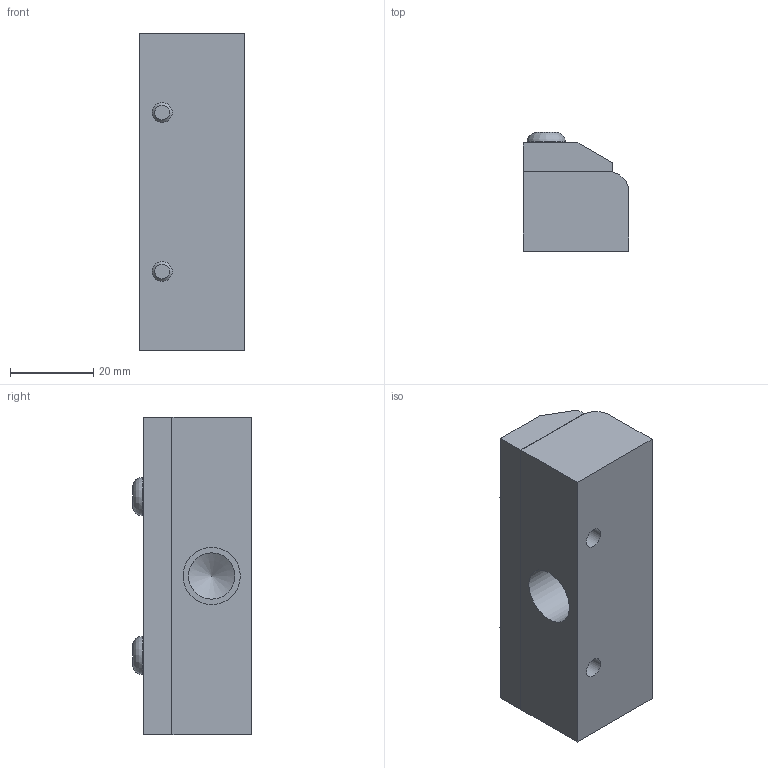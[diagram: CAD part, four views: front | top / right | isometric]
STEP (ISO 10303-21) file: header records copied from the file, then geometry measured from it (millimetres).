
FILE_DESCRIPTION((''),'2;1');
FILE_NAME('2603.stp','2012-03-12T14:22:44',('Dan Preston'),(''),'Autodesk Inventor 2012','Autodesk Inventor 2012','');
FILE_SCHEMA(('AUTOMOTIVE_DESIGN { 1 0 10303 214 1 1 1 1 }'));
Length unit declared in the file: inch
Products named in the file (4): 2603; 2603-b; 2603-c; Hexagon Socket Button Head Cap Screw - Inch 10 - 24 x 5/8
Assembly tree (4 placements, depth 2):
  2603
    2603-b
    2603-c
    Hexagon Socket Button Head Cap Screw - Inch 10 - 24 x 5/8  x2
Bounding box: 25.41 x 28.51 x 76.2 mm (x, y, z)
Volume: 43771.1 mm3; surface area: 14057.3 mm2
Topology: 4 solids, 4 shells, 54 faces, 125 edges, 82 vertices
Faces by surface type: plane 35, cylinder 10, cone 5, torus 2, bspline 2
Full cylindrical faces by diameter (mm): 4.801 x2, 4.826 x2, 5.159 x2, 9.169 x2, 11.113 x1, 13.716 x1
Entity records: 1183 total; most frequent: CARTESIAN_POINT 231, DIRECTION 178, ORIENTED_EDGE 146, EDGE_CURVE 73, AXIS2_PLACEMENT_3D 65, EDGE_LOOP 62, VERTEX_POINT 55, VECTOR 48
